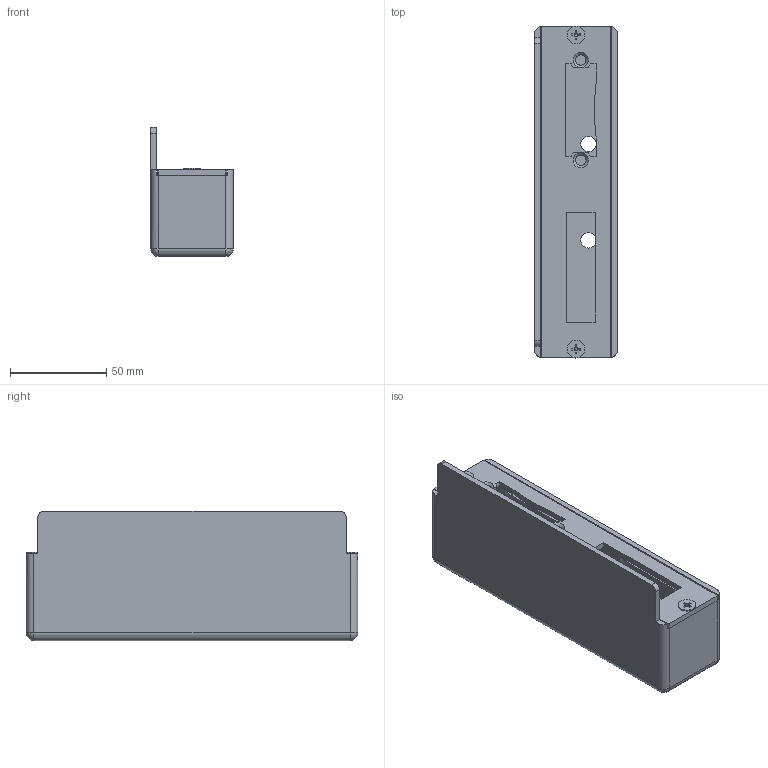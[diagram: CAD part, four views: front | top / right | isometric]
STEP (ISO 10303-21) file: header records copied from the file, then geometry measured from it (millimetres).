
FILE_DESCRIPTION (( 'STEP AP203' ), '1' );
FILE_NAME ('59110-ST.STEP', '2024-08-01T12:43:02', ( '' ), ( '' ), 'SwSTEP 2.0', 'SolidWorks 2018', '' );
FILE_SCHEMA (( 'CONFIG_CONTROL_DESIGN' ));
Length unit declared in the file: millimetre
Products named in the file (4): countersunk flat head cross recess screw_din_ISO 7046-1 - M5 x 10 - Z --- 10S; 591xx-ST Teil1_40mm; 59110-ST; 591xx-ST Teil2_59110-SB
Assembly tree (4 placements, depth 2):
  59110-ST
    591xx-ST Teil1_40mm
    591xx-ST Teil2_59110-SB
    countersunk flat head cross recess screw_din_ISO 7046-1 - M5 x 10 - Z --- 10S  x2
Bounding box: 43 x 172.3 x 67 mm (x, y, z)
Volume: 95375.8 mm3; surface area: 70792.6 mm2
Topology: 4 solids, 4 shells, 234 faces, 557 edges, 331 vertices
Faces by surface type: plane 105, cone 60, cylinder 55, sphere 8, bspline 4, torus 2
Full cylindrical faces by diameter (mm): 4.2 x2, 5 x18, 5.4 x2, 6.2 x2, 8 x2, 9.3 x2
Entity records: 5728 total; most frequent: CARTESIAN_POINT 1296, DIRECTION 840, ORIENTED_EDGE 750, EDGE_CURVE 375, AXIS2_PLACEMENT_3D 307, VERTEX_POINT 259, EDGE_LOOP 256, LINE 226
